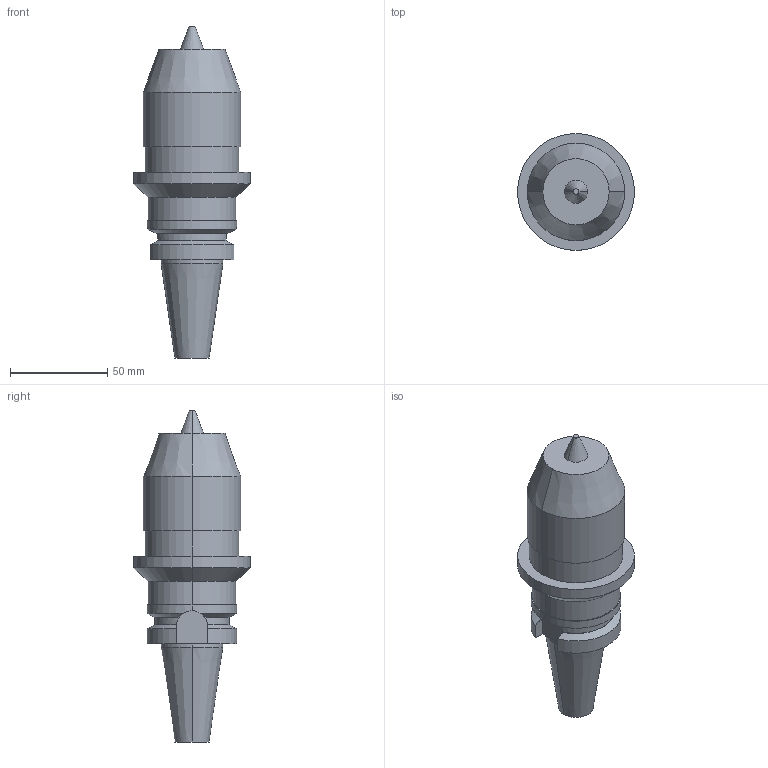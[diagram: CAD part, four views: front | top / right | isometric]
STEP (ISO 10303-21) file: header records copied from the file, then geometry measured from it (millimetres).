
FILE_DESCRIPTION (( 'STEP AP203' ), '1' );
FILE_NAME ('STP-16456.STEP', '2019-04-25T01:55:26', ( 'user' ), ( '' ), 'SwSTEP 2.0', 'SolidWorks 2017', '' );
FILE_SCHEMA (( 'CONFIG_CONTROL_DESIGN' ));
Length unit declared in the file: millimetre
Products named in the file (1): STP-16456
Bounding box: 60 x 60 x 170.4 mm (x, y, z)
Volume: 210641.9 mm3; surface area: 26124.5 mm2
Topology: 1 solids, 1 shells, 58 faces, 136 edges, 86 vertices
Faces by surface type: cylinder 25, plane 19, cone 14
Entity records: 1798 total; most frequent: CARTESIAN_POINT 383, DIRECTION 291, ORIENTED_EDGE 268, EDGE_CURVE 134, AXIS2_PLACEMENT_3D 118, VERTEX_POINT 86, EDGE_LOOP 66, CIRCLE 59
